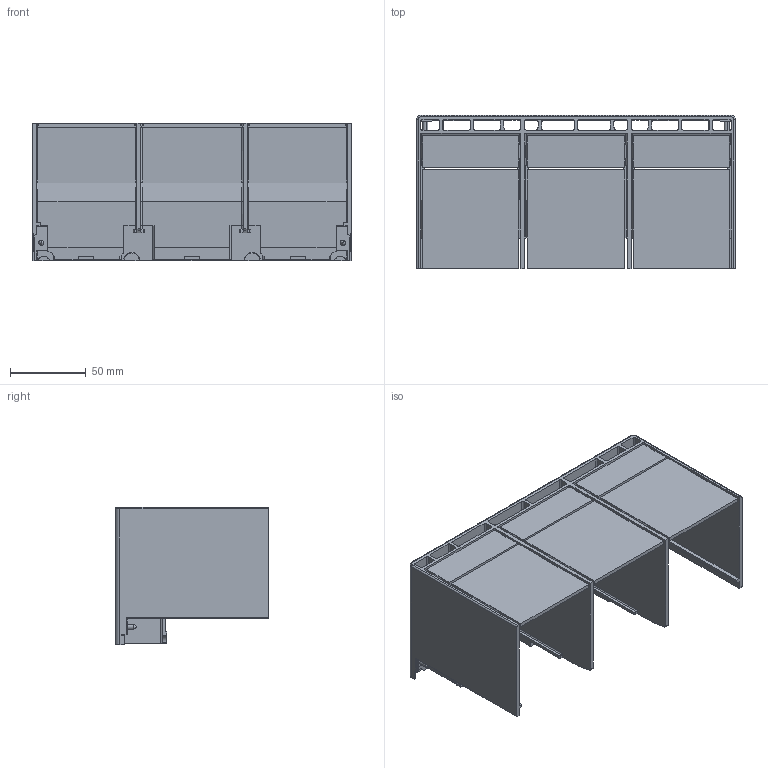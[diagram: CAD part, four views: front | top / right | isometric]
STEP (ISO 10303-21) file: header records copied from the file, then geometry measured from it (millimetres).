
FILE_DESCRIPTION((''),'2;1');
FILE_NAME('1SDH002065A1368_IGES','2019-07-01T',('ITSTCAR1'),(''),'CREO PARAMETRIC BY PTC INC, 2016050','CREO PARAMETRIC BY PTC INC, 2016050','');
FILE_SCHEMA(('AUTOMOTIVE_DESIGN { 1 0 10303 214 1 1 1 1 }'));
Length unit declared in the file: millimetre
Products named in the file (1): 1SDH002065A1368_IGES
Bounding box: 210 x 101 x 90.5 mm (x, y, z)
Volume: 241989.3 mm3; surface area: 213051.8 mm2
Topology: 1 solids, 1 shells, 1131 faces, 3513 edges, 2342 vertices
Faces by surface type: plane 928, cylinder 189, revolution 4, sphere 4, cone 4, torus 2
Entity records: 42030 total; most frequent: CARTESIAN_POINT 8333, ORIENTED_EDGE 7010, DIRECTION 6267, EDGE_CURVE 3505, VECTOR 2809, LINE 2809, VERTEX_POINT 2342, AXIS2_PLACEMENT_3D 1727
